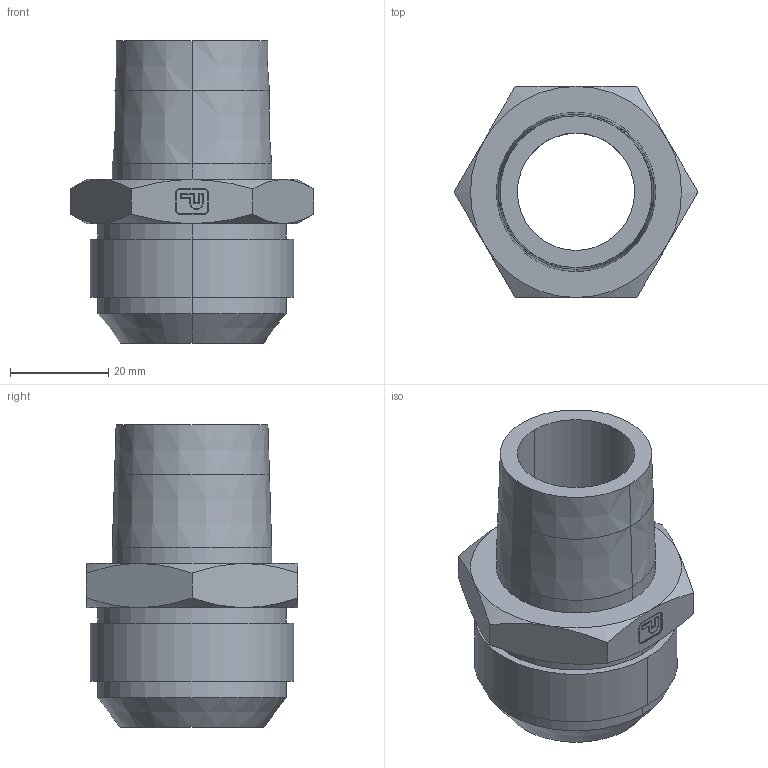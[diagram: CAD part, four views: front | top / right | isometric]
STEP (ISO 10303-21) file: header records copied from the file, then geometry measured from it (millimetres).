
FILE_DESCRIPTION((''),'2;1');
FILE_NAME('20-16_FTX-S','2007-07-27T',('ms03409'),(''),'PRO/ENGINEER BY PARAMETRIC TECHNOLOGY CORPORATION, 2005290','PRO/ENGINEER BY PARAMETRIC TECHNOLOGY CORPORATION, 2005290','');
FILE_SCHEMA(('CONFIG_CONTROL_DESIGN'));
Length unit declared in the file: inch
Products named in the file (1): 20-16_FTX-S
Bounding box: 49.49 x 42.86 x 61.47 mm (x, y, z)
Volume: 33675.9 mm3; surface area: 14120.3 mm2
Topology: 1 solids, 1 shells, 81 faces, 180 edges, 108 vertices
Faces by surface type: cylinder 30, plane 28, cone 18, torus 5
Entity records: 2377 total; most frequent: CARTESIAN_POINT 553, DIRECTION 377, ORIENTED_EDGE 360, EDGE_CURVE 180, AXIS2_PLACEMENT_3D 148, VERTEX_POINT 108, EDGE_LOOP 90, VECTOR 81
